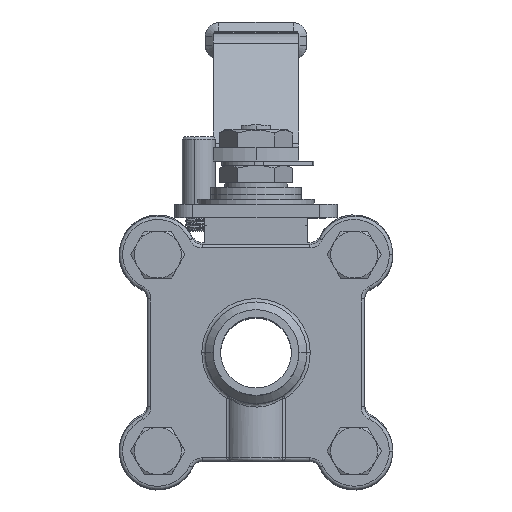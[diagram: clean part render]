
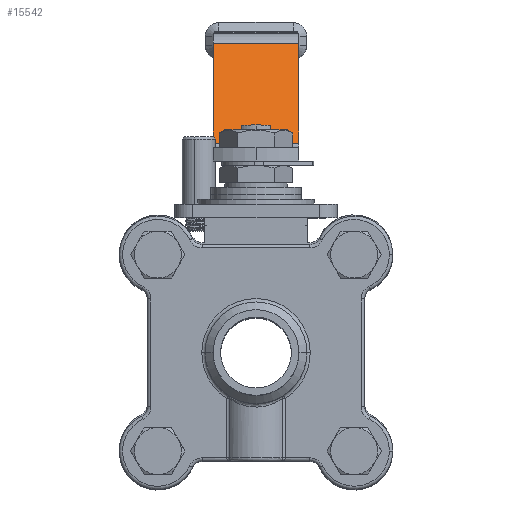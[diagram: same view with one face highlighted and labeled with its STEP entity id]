
A CAD part, top view. The second image highlights one B-rep face of the part: STEP entity #15542.
In plain terms, the highlighted planar face has unit normal (0, 0.657, 0.754).
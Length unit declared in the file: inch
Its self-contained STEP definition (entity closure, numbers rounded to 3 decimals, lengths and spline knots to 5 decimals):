
#482 = CARTESIAN_POINT ( 'NONE',  ( 0.375, 1.78476, -0.61 ) ) ;
#5023 = VECTOR ( 'NONE', #57904, 39.37008 ) ;
#6969 = DIRECTION ( 'NONE',  ( 0., 0.754, -0.657 ) ) ;
#7113 = VECTOR ( 'NONE', #56043, 39.37008 ) ;
#7249 = EDGE_CURVE ( 'NONE', #57805, #44009, #28535, .T. ) ;
#8163 = DIRECTION ( 'NONE',  ( 1., 0., 0. ) ) ;
#9507 = ORIENTED_EDGE ( 'NONE', *, *, #51772, .T. ) ;
#15542 = ADVANCED_FACE ( 'NONE', ( #38697 ), #29430, .F. ) ;
#15861 = ORIENTED_EDGE ( 'NONE', *, *, #7249, .F. ) ;
#15942 = VERTEX_POINT ( 'NONE', #53118 ) ;
#22160 = CARTESIAN_POINT ( 'NONE',  ( 0.375, 2.70284, -1.41054 ) ) ;
#22681 = CARTESIAN_POINT ( 'NONE',  ( 0.375, 2.70284, -1.41054 ) ) ;
#23128 = EDGE_LOOP ( 'NONE', ( #40061, #59110, #15861, #9507 ) ) ;
#24323 = CARTESIAN_POINT ( 'NONE',  ( -0.375, 1.82579, -0.64577 ) ) ;
#25279 = EDGE_CURVE ( 'NONE', #15942, #59673, #42820, .T. ) ;
#26740 = AXIS2_PLACEMENT_3D ( 'NONE', #482, #58875, #6969 ) ;
#27275 = CARTESIAN_POINT ( 'NONE',  ( 0.375, 1.82579, -0.64577 ) ) ;
#28024 = LINE ( 'NONE', #37163, #37882 ) ;
#28535 = LINE ( 'NONE', #47780, #5023 ) ;
#29430 = PLANE ( 'NONE',  #26740 ) ;
#35933 = EDGE_CURVE ( 'NONE', #59673, #44009, #28024, .T. ) ;
#37163 = CARTESIAN_POINT ( 'NONE',  ( 0.375, 1.82579, -0.64577 ) ) ;
#37882 = VECTOR ( 'NONE', #8163, 39.37008 ) ;
#38697 = FACE_OUTER_BOUND ( 'NONE', #23128, .T. ) ;
#40061 = ORIENTED_EDGE ( 'NONE', *, *, #25279, .T. ) ;
#41266 = VECTOR ( 'NONE', #50263, 39.37008 ) ;
#42820 = LINE ( 'NONE', #60862, #41266 ) ;
#44009 = VERTEX_POINT ( 'NONE', #27275 ) ;
#47780 = CARTESIAN_POINT ( 'NONE',  ( 0.375, 1.78476, -0.61 ) ) ;
#50263 = DIRECTION ( 'NONE',  ( 0., -0.754, 0.657 ) ) ;
#51772 = EDGE_CURVE ( 'NONE', #57805, #15942, #59402, .T. ) ;
#53118 = CARTESIAN_POINT ( 'NONE',  ( -0.375, 2.70284, -1.41054 ) ) ;
#56043 = DIRECTION ( 'NONE',  ( -1., 0., 0. ) ) ;
#57805 = VERTEX_POINT ( 'NONE', #22681 ) ;
#57904 = DIRECTION ( 'NONE',  ( 0., -0.754, 0.657 ) ) ;
#58875 = DIRECTION ( 'NONE',  ( 0., -0.657, -0.754 ) ) ;
#59110 = ORIENTED_EDGE ( 'NONE', *, *, #35933, .T. ) ;
#59402 = LINE ( 'NONE', #22160, #7113 ) ;
#59673 = VERTEX_POINT ( 'NONE', #24323 ) ;
#60862 = CARTESIAN_POINT ( 'NONE',  ( -0.375, 1.78476, -0.61 ) ) ;
